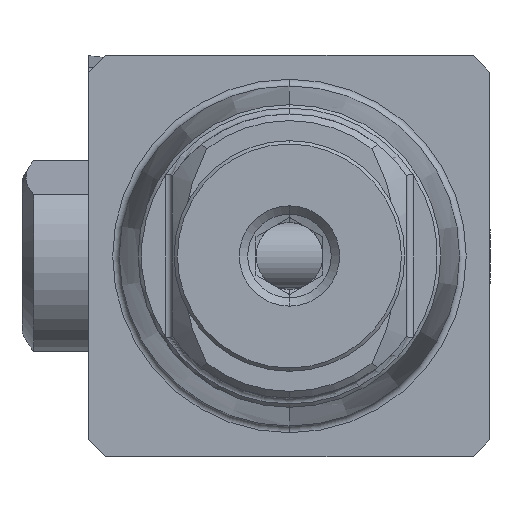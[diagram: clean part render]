
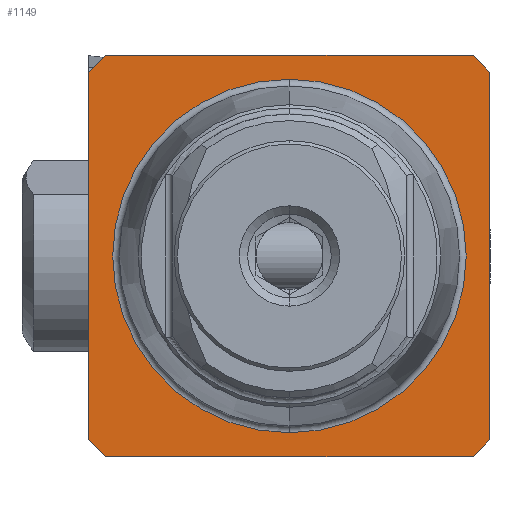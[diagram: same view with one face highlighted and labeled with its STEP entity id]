
A CAD part, left-side view. The second image highlights one B-rep face of the part: STEP entity #1149.
In plain terms, the highlighted planar face has unit normal (-1, 0, 0).
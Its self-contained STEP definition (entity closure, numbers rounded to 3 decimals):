
#6 = EDGE_CURVE ( 'NONE', #8348, #667, #8540, .T. ) ;
#155 = CARTESIAN_POINT ( 'NONE',  ( 0., 0., 0. ) ) ;
#314 = EDGE_CURVE ( 'NONE', #5565, #2086, #1837, .T. ) ;
#623 = EDGE_CURVE ( 'NONE', #3747, #4411, #4213, .T. ) ;
#667 = VERTEX_POINT ( 'NONE', #1542 ) ;
#747 = EDGE_LOOP ( 'NONE', ( #4362, #4014 ) ) ;
#761 = DIRECTION ( 'NONE',  ( 0., 0., -1. ) ) ;
#879 = DIRECTION ( 'NONE',  ( 0., 0., 1. ) ) ;
#938 = EDGE_LOOP ( 'NONE', ( #3830, #1316, #1860, #6646, #3988, #4475, #7514, #1262 ) ) ;
#1031 = AXIS2_PLACEMENT_3D ( 'NONE', #6301, #1047, #3065 ) ;
#1047 = DIRECTION ( 'NONE',  ( 1., 0., 0. ) ) ;
#1095 = VECTOR ( 'NONE', #4382, 1000. ) ;
#1100 = CARTESIAN_POINT ( 'NONE',  ( 0., 0., -5.288 ) ) ;
#1149 = ADVANCED_FACE ( 'NONE', ( #2946, #8200 ), #1731, .F. ) ;
#1262 = ORIENTED_EDGE ( 'NONE', *, *, #3815, .T. ) ;
#1316 = ORIENTED_EDGE ( 'NONE', *, *, #7284, .T. ) ;
#1478 = VECTOR ( 'NONE', #2284, 1000. ) ;
#1497 = CIRCLE ( 'NONE', #8416, 5.288 ) ;
#1542 = CARTESIAN_POINT ( 'NONE',  ( 0., -5.5, -6. ) ) ;
#1731 = PLANE ( 'NONE',  #1031 ) ;
#1808 = CARTESIAN_POINT ( 'NONE',  ( 0., 5.5, -6. ) ) ;
#1837 = CIRCLE ( 'NONE', #6555, 5.288 ) ;
#1860 = ORIENTED_EDGE ( 'NONE', *, *, #5806, .T. ) ;
#2070 = CARTESIAN_POINT ( 'NONE',  ( 0., 5.288, 6. ) ) ;
#2086 = VERTEX_POINT ( 'NONE', #5622 ) ;
#2156 = DIRECTION ( 'NONE',  ( 0., -0.707, 0.707 ) ) ;
#2176 = CARTESIAN_POINT ( 'NONE',  ( 0., 6., 5.5 ) ) ;
#2284 = DIRECTION ( 'NONE',  ( 0., 0., 1. ) ) ;
#2321 = CARTESIAN_POINT ( 'NONE',  ( 0., -6., -5.5 ) ) ;
#2532 = CARTESIAN_POINT ( 'NONE',  ( 0., 5.288, -6. ) ) ;
#2568 = VECTOR ( 'NONE', #7974, 1000. ) ;
#2874 = VERTEX_POINT ( 'NONE', #7630 ) ;
#2897 = DIRECTION ( 'NONE',  ( 0., 0., 1. ) ) ;
#2946 = FACE_BOUND ( 'NONE', #747, .T. ) ;
#3065 = DIRECTION ( 'NONE',  ( 0., 0., -1. ) ) ;
#3082 = CARTESIAN_POINT ( 'NONE',  ( 0., 6., -5.5 ) ) ;
#3087 = CARTESIAN_POINT ( 'NONE',  ( 0., 0., 0. ) ) ;
#3103 = DIRECTION ( 'NONE',  ( 0., -1., 0. ) ) ;
#3361 = CARTESIAN_POINT ( 'NONE',  ( 0., 6., -5.5 ) ) ;
#3402 = VECTOR ( 'NONE', #7500, 1000. ) ;
#3465 = DIRECTION ( 'NONE',  ( -1., 0., 0. ) ) ;
#3633 = VECTOR ( 'NONE', #3103, 1000. ) ;
#3716 = CARTESIAN_POINT ( 'NONE',  ( 0., -5.5, 6. ) ) ;
#3747 = VERTEX_POINT ( 'NONE', #2176 ) ;
#3815 = EDGE_CURVE ( 'NONE', #667, #7647, #6035, .T. ) ;
#3830 = ORIENTED_EDGE ( 'NONE', *, *, #7221, .T. ) ;
#3835 = EDGE_CURVE ( 'NONE', #2086, #5565, #1497, .T. ) ;
#3984 = LINE ( 'NONE', #8064, #3402 ) ;
#3988 = ORIENTED_EDGE ( 'NONE', *, *, #623, .T. ) ;
#4014 = ORIENTED_EDGE ( 'NONE', *, *, #314, .F. ) ;
#4117 = CARTESIAN_POINT ( 'NONE',  ( 0., -6., -5.5 ) ) ;
#4213 = LINE ( 'NONE', #8041, #6421 ) ;
#4238 = CARTESIAN_POINT ( 'NONE',  ( 0., -6., 0. ) ) ;
#4362 = ORIENTED_EDGE ( 'NONE', *, *, #3835, .F. ) ;
#4382 = DIRECTION ( 'NONE',  ( 0., -0.707, -0.707 ) ) ;
#4411 = VERTEX_POINT ( 'NONE', #3361 ) ;
#4475 = ORIENTED_EDGE ( 'NONE', *, *, #5207, .T. ) ;
#4629 = CARTESIAN_POINT ( 'NONE',  ( 0., -6., 5.5 ) ) ;
#5010 = LINE ( 'NONE', #3082, #1095 ) ;
#5207 = EDGE_CURVE ( 'NONE', #4411, #8348, #5010, .T. ) ;
#5565 = VERTEX_POINT ( 'NONE', #1100 ) ;
#5622 = CARTESIAN_POINT ( 'NONE',  ( 0., 0., 5.288 ) ) ;
#5683 = DIRECTION ( 'NONE',  ( 0., 0.707, 0.707 ) ) ;
#5722 = LINE ( 'NONE', #6298, #7425 ) ;
#5806 = EDGE_CURVE ( 'NONE', #7208, #2874, #6679, .T. ) ;
#6035 = LINE ( 'NONE', #4117, #7851 ) ;
#6298 = CARTESIAN_POINT ( 'NONE',  ( 0., -5.5, 6. ) ) ;
#6301 = CARTESIAN_POINT ( 'NONE',  ( 0., 5.288, 0. ) ) ;
#6421 = VECTOR ( 'NONE', #761, 1000. ) ;
#6555 = AXIS2_PLACEMENT_3D ( 'NONE', #3087, #6805, #2897 ) ;
#6646 = ORIENTED_EDGE ( 'NONE', *, *, #7118, .T. ) ;
#6679 = LINE ( 'NONE', #2070, #2568 ) ;
#6805 = DIRECTION ( 'NONE',  ( -1., 0., 0. ) ) ;
#6976 = VERTEX_POINT ( 'NONE', #4629 ) ;
#7118 = EDGE_CURVE ( 'NONE', #2874, #3747, #3984, .T. ) ;
#7208 = VERTEX_POINT ( 'NONE', #3716 ) ;
#7221 = EDGE_CURVE ( 'NONE', #7647, #6976, #8283, .T. ) ;
#7284 = EDGE_CURVE ( 'NONE', #6976, #7208, #5722, .T. ) ;
#7425 = VECTOR ( 'NONE', #5683, 1000. ) ;
#7500 = DIRECTION ( 'NONE',  ( 0., 0.707, -0.707 ) ) ;
#7514 = ORIENTED_EDGE ( 'NONE', *, *, #6, .T. ) ;
#7630 = CARTESIAN_POINT ( 'NONE',  ( 0., 5.5, 6. ) ) ;
#7647 = VERTEX_POINT ( 'NONE', #2321 ) ;
#7851 = VECTOR ( 'NONE', #2156, 1000. ) ;
#7974 = DIRECTION ( 'NONE',  ( 0., 1., 0. ) ) ;
#8041 = CARTESIAN_POINT ( 'NONE',  ( 0., 6., 0. ) ) ;
#8064 = CARTESIAN_POINT ( 'NONE',  ( 0., 5.5, 6. ) ) ;
#8200 = FACE_OUTER_BOUND ( 'NONE', #938, .T. ) ;
#8283 = LINE ( 'NONE', #4238, #1478 ) ;
#8348 = VERTEX_POINT ( 'NONE', #1808 ) ;
#8416 = AXIS2_PLACEMENT_3D ( 'NONE', #155, #3465, #879 ) ;
#8540 = LINE ( 'NONE', #2532, #3633 ) ;
